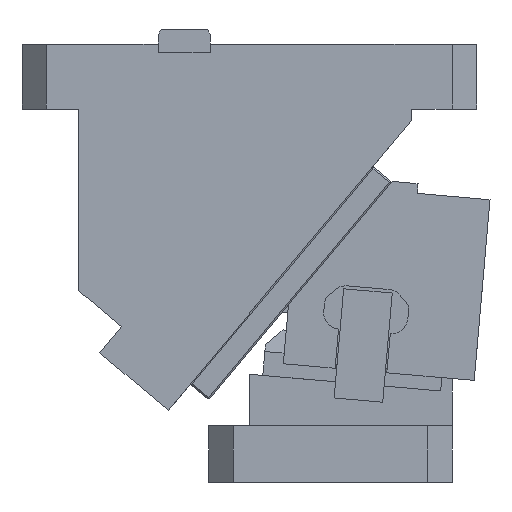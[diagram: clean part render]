
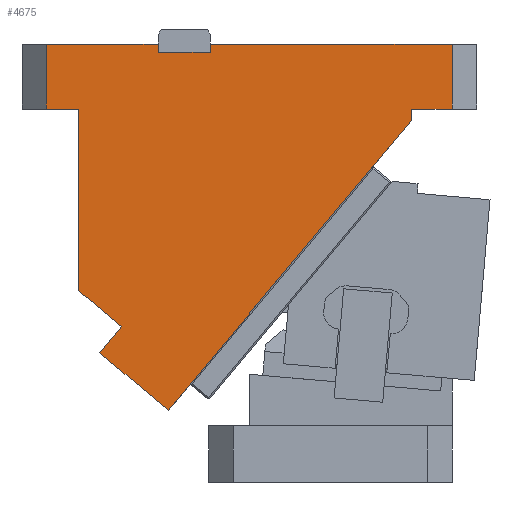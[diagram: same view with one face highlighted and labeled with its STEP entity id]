
A CAD part, front view. The second image highlights one B-rep face of the part: STEP entity #4675.
In plain terms, the highlighted planar face has unit normal (0, -1, 0).
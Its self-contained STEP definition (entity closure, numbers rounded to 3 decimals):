
#148=CARTESIAN_POINT('Vertex',(-100.,0.,270.)) ;
#151=CARTESIAN_POINT('Line Origine',(-77.5,0.,270.)) ;
#155=CARTESIAN_POINT('Vertex',(-55.,0.,270.)) ;
#158=CARTESIAN_POINT('Line Origine',(-43.,0.,270.)) ;
#162=CARTESIAN_POINT('Vertex',(-31.,0.,270.)) ;
#386=CARTESIAN_POINT('Vertex',(-80.,0.,230.)) ;
#391=CARTESIAN_POINT('Line Origine',(-90.,0.,230.)) ;
#395=CARTESIAN_POINT('Vertex',(-100.,0.,230.)) ;
#602=CARTESIAN_POINT('Line Origine',(-31.,0.,267.5)) ;
#606=CARTESIAN_POINT('Vertex',(-31.,0.,265.)) ;
#1180=CARTESIAN_POINT('Vertex',(1.,0.,265.)) ;
#1183=CARTESIAN_POINT('Line Origine',(1.,0.,267.5)) ;
#1187=CARTESIAN_POINT('Vertex',(1.,0.,270.)) ;
#1298=CARTESIAN_POINT('Line Origine',(142.5,0.,230.)) ;
#1302=CARTESIAN_POINT('Vertex',(135.,0.,230.)) ;
#1304=CARTESIAN_POINT('Vertex',(150.,0.,230.)) ;
#1307=CARTESIAN_POINT('Line Origine',(130.,0.,230.)) ;
#1311=CARTESIAN_POINT('Vertex',(125.,0.,230.)) ;
#1512=CARTESIAN_POINT('Line Origine',(125.,0.,226.561)) ;
#1516=CARTESIAN_POINT('Vertex',(125.,0.,223.123)) ;
#1547=CARTESIAN_POINT('Vertex',(150.,0.,270.)) ;
#1552=CARTESIAN_POINT('Line Origine',(150.,0.,250.)) ;
#3809=CARTESIAN_POINT('Line Origine',(-66.776,0.,106.994)) ;
#3813=CARTESIAN_POINT('Vertex',(-53.552,0.,95.898)) ;
#3815=CARTESIAN_POINT('Vertex',(-80.,0.,118.09)) ;
#4021=CARTESIAN_POINT('Vertex',(-67.051,0.,79.811)) ;
#4024=CARTESIAN_POINT('Line Origine',(-60.301,0.,87.854)) ;
#4051=CARTESIAN_POINT('Vertex',(-24.918,0.,44.457)) ;
#4054=CARTESIAN_POINT('Line Origine',(-45.984,0.,62.134)) ;
#4102=CARTESIAN_POINT('Line Origine',(113.034,0.,208.862)) ;
#4106=CARTESIAN_POINT('Vertex',(101.068,0.,194.602)) ;
#4109=CARTESIAN_POINT('Line Origine',(38.075,0.,119.53)) ;
#4202=CARTESIAN_POINT('Line Origine',(69.,0.,270.)) ;
#4206=CARTESIAN_POINT('Vertex',(137.,0.,270.)) ;
#4209=CARTESIAN_POINT('Line Origine',(143.5,0.,270.)) ;
#4536=CARTESIAN_POINT('Line Origine',(-15.,0.,265.)) ;
#4599=CARTESIAN_POINT('Line Origine',(-80.,0.,174.045)) ;
#4644=CARTESIAN_POINT('Axis2P3D Location',(-11.42,0.,60.544)) ;
#4649=CARTESIAN_POINT('Line Origine',(-100.,0.,250.)) ;
#152=DIRECTION('Vector Direction',(-1.,0.,0.)) ;
#159=DIRECTION('Vector Direction',(1.,0.,0.)) ;
#392=DIRECTION('Vector Direction',(-1.,0.,0.)) ;
#603=DIRECTION('Vector Direction',(0.,0.,-1.)) ;
#1184=DIRECTION('Vector Direction',(0.,0.,1.)) ;
#1299=DIRECTION('Vector Direction',(1.,0.,0.)) ;
#1308=DIRECTION('Vector Direction',(1.,0.,0.)) ;
#1513=DIRECTION('Vector Direction',(0.,0.,1.)) ;
#1553=DIRECTION('Vector Direction',(0.,0.,1.)) ;
#3810=DIRECTION('Vector Direction',(-0.766,0.,0.643)) ;
#4025=DIRECTION('Vector Direction',(-0.643,0.,-0.766)) ;
#4055=DIRECTION('Vector Direction',(0.766,0.,-0.643)) ;
#4103=DIRECTION('Vector Direction',(0.643,0.,0.766)) ;
#4110=DIRECTION('Vector Direction',(-0.643,0.,-0.766)) ;
#4203=DIRECTION('Vector Direction',(1.,0.,0.)) ;
#4210=DIRECTION('Vector Direction',(1.,0.,0.)) ;
#4537=DIRECTION('Vector Direction',(-1.,0.,0.)) ;
#4600=DIRECTION('Vector Direction',(0.,0.,1.)) ;
#4645=DIRECTION('Axis2P3D Direction',(0.,-1.,0.)) ;
#4646=DIRECTION('Axis2P3D XDirection',(0.643,0.,0.766)) ;
#4650=DIRECTION('Vector Direction',(0.,0.,1.)) ;
#4647=AXIS2_PLACEMENT_3D('Plane Axis2P3D',#4644,#4645,#4646) ;
#4655=ORIENTED_EDGE('',*,*,#4113,.F.) ;
#4656=ORIENTED_EDGE('',*,*,#4108,.T.) ;
#4657=ORIENTED_EDGE('',*,*,#1518,.T.) ;
#4658=ORIENTED_EDGE('',*,*,#1313,.T.) ;
#4659=ORIENTED_EDGE('',*,*,#1306,.T.) ;
#4660=ORIENTED_EDGE('',*,*,#1556,.T.) ;
#4661=ORIENTED_EDGE('',*,*,#4213,.F.) ;
#4662=ORIENTED_EDGE('',*,*,#4208,.F.) ;
#4663=ORIENTED_EDGE('',*,*,#1189,.F.) ;
#4664=ORIENTED_EDGE('',*,*,#4540,.T.) ;
#4665=ORIENTED_EDGE('',*,*,#608,.F.) ;
#4666=ORIENTED_EDGE('',*,*,#164,.F.) ;
#4667=ORIENTED_EDGE('',*,*,#157,.T.) ;
#4668=ORIENTED_EDGE('',*,*,#4653,.F.) ;
#4669=ORIENTED_EDGE('',*,*,#397,.F.) ;
#4670=ORIENTED_EDGE('',*,*,#4603,.F.) ;
#4671=ORIENTED_EDGE('',*,*,#3817,.F.) ;
#4672=ORIENTED_EDGE('',*,*,#4028,.T.) ;
#4673=ORIENTED_EDGE('',*,*,#4058,.T.) ;
#153=VECTOR('Line Direction',#152,1.) ;
#160=VECTOR('Line Direction',#159,1.) ;
#393=VECTOR('Line Direction',#392,1.) ;
#604=VECTOR('Line Direction',#603,1.) ;
#1185=VECTOR('Line Direction',#1184,1.) ;
#1300=VECTOR('Line Direction',#1299,1.) ;
#1309=VECTOR('Line Direction',#1308,1.) ;
#1514=VECTOR('Line Direction',#1513,1.) ;
#1554=VECTOR('Line Direction',#1553,1.) ;
#3811=VECTOR('Line Direction',#3810,1.) ;
#4026=VECTOR('Line Direction',#4025,1.) ;
#4056=VECTOR('Line Direction',#4055,1.) ;
#4104=VECTOR('Line Direction',#4103,1.) ;
#4111=VECTOR('Line Direction',#4110,1.) ;
#4204=VECTOR('Line Direction',#4203,1.) ;
#4211=VECTOR('Line Direction',#4210,1.) ;
#4538=VECTOR('Line Direction',#4537,1.) ;
#4601=VECTOR('Line Direction',#4600,1.) ;
#4651=VECTOR('Line Direction',#4650,1.) ;
#4675=ADVANCED_FACE('CAM HOLDER',(#4674),#4648,.T.) ;
#157=EDGE_CURVE('',#156,#149,#154,.T.) ;
#164=EDGE_CURVE('',#156,#163,#161,.T.) ;
#397=EDGE_CURVE('',#387,#396,#394,.T.) ;
#608=EDGE_CURVE('',#163,#607,#605,.T.) ;
#1189=EDGE_CURVE('',#1181,#1188,#1186,.T.) ;
#1306=EDGE_CURVE('',#1303,#1305,#1301,.T.) ;
#1313=EDGE_CURVE('',#1312,#1303,#1310,.T.) ;
#1518=EDGE_CURVE('',#1517,#1312,#1515,.T.) ;
#1556=EDGE_CURVE('',#1305,#1548,#1555,.T.) ;
#3817=EDGE_CURVE('',#3814,#3816,#3812,.T.) ;
#4028=EDGE_CURVE('',#3814,#4022,#4027,.T.) ;
#4058=EDGE_CURVE('',#4022,#4052,#4057,.T.) ;
#4108=EDGE_CURVE('',#4107,#1517,#4105,.T.) ;
#4113=EDGE_CURVE('',#4107,#4052,#4112,.T.) ;
#4208=EDGE_CURVE('',#1188,#4207,#4205,.T.) ;
#4213=EDGE_CURVE('',#4207,#1548,#4212,.T.) ;
#4540=EDGE_CURVE('',#1181,#607,#4539,.T.) ;
#4603=EDGE_CURVE('',#3816,#387,#4602,.T.) ;
#4653=EDGE_CURVE('',#396,#149,#4652,.T.) ;
#4654=EDGE_LOOP('',(#4655,#4656,#4657,#4658,#4659,#4660,#4661,#4662,#4663,#4664,#4665,#4666,#4667,#4668,#4669,#4670,#4671,#4672,#4673)) ;
#4674=FACE_OUTER_BOUND('',#4654,.T.) ;
#154=LINE('Line',#151,#153) ;
#161=LINE('Line',#158,#160) ;
#394=LINE('Line',#391,#393) ;
#605=LINE('Line',#602,#604) ;
#1186=LINE('Line',#1183,#1185) ;
#1301=LINE('Line',#1298,#1300) ;
#1310=LINE('Line',#1307,#1309) ;
#1515=LINE('Line',#1512,#1514) ;
#1555=LINE('Line',#1552,#1554) ;
#3812=LINE('Line',#3809,#3811) ;
#4027=LINE('Line',#4024,#4026) ;
#4057=LINE('Line',#4054,#4056) ;
#4105=LINE('Line',#4102,#4104) ;
#4112=LINE('Line',#4109,#4111) ;
#4205=LINE('Line',#4202,#4204) ;
#4212=LINE('Line',#4209,#4211) ;
#4539=LINE('Line',#4536,#4538) ;
#4602=LINE('Line',#4599,#4601) ;
#4652=LINE('Line',#4649,#4651) ;
#4648=PLANE('Plane',#4647) ;
#149=VERTEX_POINT('',#148) ;
#156=VERTEX_POINT('',#155) ;
#163=VERTEX_POINT('',#162) ;
#387=VERTEX_POINT('',#386) ;
#396=VERTEX_POINT('',#395) ;
#607=VERTEX_POINT('',#606) ;
#1181=VERTEX_POINT('',#1180) ;
#1188=VERTEX_POINT('',#1187) ;
#1303=VERTEX_POINT('',#1302) ;
#1305=VERTEX_POINT('',#1304) ;
#1312=VERTEX_POINT('',#1311) ;
#1517=VERTEX_POINT('',#1516) ;
#1548=VERTEX_POINT('',#1547) ;
#3814=VERTEX_POINT('',#3813) ;
#3816=VERTEX_POINT('',#3815) ;
#4022=VERTEX_POINT('',#4021) ;
#4052=VERTEX_POINT('',#4051) ;
#4107=VERTEX_POINT('',#4106) ;
#4207=VERTEX_POINT('',#4206) ;
